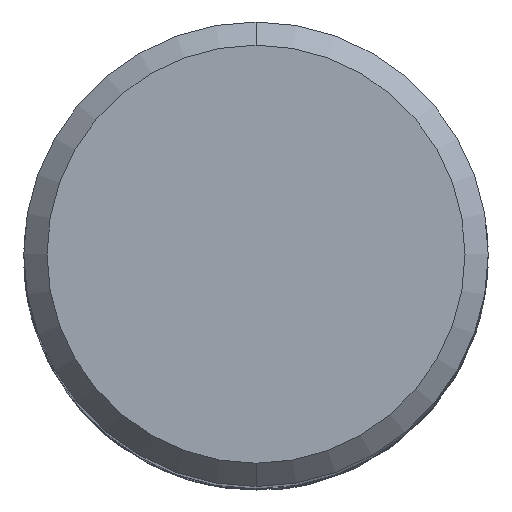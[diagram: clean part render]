
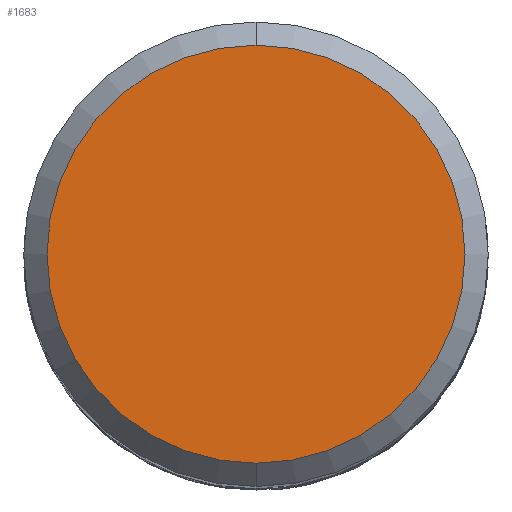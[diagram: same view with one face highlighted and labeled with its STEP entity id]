
A CAD part, top view. The second image highlights one B-rep face of the part: STEP entity #1683.
In plain terms, the highlighted planar face has unit normal (0, 0, 1).
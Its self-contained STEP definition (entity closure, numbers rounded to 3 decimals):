
#635=VERTEX_POINT('',#1790);
#765=VERTEX_POINT('',#1928);
#1195=EDGE_CURVE('',#635,#765,#2399,.T.);
#1545=EDGE_CURVE('',#765,#635,#2779,.T.);
#1683=ADVANCED_FACE('',(#2931),#2932,.T.);
#1790=CARTESIAN_POINT('',(0.,-9.0,0.0));
#1928=CARTESIAN_POINT('',(0.0,9.0,0.0));
#2399=CIRCLE('',#10579,9.0);
#2779=CIRCLE('',#14958,9.0);
#2931=FACE_OUTER_BOUND('',#16415,.T.);
#2932=PLANE('',#16416);
#10579=AXIS2_PLACEMENT_3D('',#17676,#17677,#17678);
#14958=AXIS2_PLACEMENT_3D('',#18065,#18066,#18067);
#16415=EDGE_LOOP('',(#18216,#18217));
#16416=AXIS2_PLACEMENT_3D('',#18218,#18219,#18220);
#17676=CARTESIAN_POINT('',(0.0,0.0,0.0));
#17677=DIRECTION('',(0.0,0.0,-1.0));
#17678=DIRECTION('',(0.0,1.0,0.0));
#18065=CARTESIAN_POINT('',(0.0,0.0,0.0));
#18066=DIRECTION('',(0.0,0.0,-1.0));
#18067=DIRECTION('',(0.0,1.0,0.0));
#18216=ORIENTED_EDGE('',*,*,#1545,.F.);
#18217=ORIENTED_EDGE('',*,*,#1195,.F.);
#18218=CARTESIAN_POINT('',(0.0,4.5,0.0));
#18219=DIRECTION('',(-0.0,0.0,1.0));
#18220=DIRECTION('',(0.0,-1.0,0.0));
